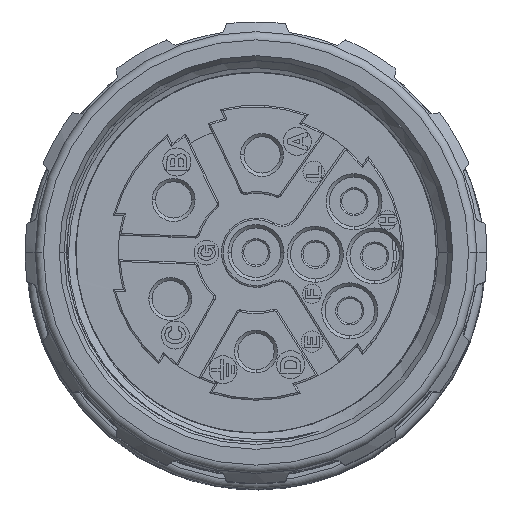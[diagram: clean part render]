
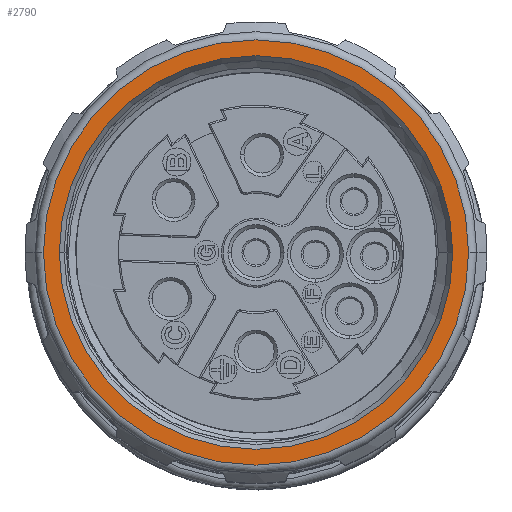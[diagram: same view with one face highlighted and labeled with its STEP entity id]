
A CAD part, top view. The second image highlights one B-rep face of the part: STEP entity #2790.
In plain terms, the highlighted planar face has unit normal (0, 0, 1).
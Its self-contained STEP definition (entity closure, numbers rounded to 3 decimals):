
#2265=PLANE('',#15884);
#2550=FACE_BOUND('',#4738,.T.);
#2551=FACE_BOUND('',#4739,.T.);
#2790=ADVANCED_FACE('',(#2550,#2551),#2265,.F.);
#4738=EDGE_LOOP('',(#6737,#6738));
#4739=EDGE_LOOP('',(#6739,#6740));
#5794=CIRCLE('',#15879,12.9);
#5795=CIRCLE('',#15881,11.939);
#5796=CIRCLE('',#15882,11.939);
#5797=CIRCLE('',#15883,12.9);
#6737=ORIENTED_EDGE('',*,*,#12773,.F.);
#6738=ORIENTED_EDGE('',*,*,#12774,.F.);
#6739=ORIENTED_EDGE('',*,*,#12772,.T.);
#6740=ORIENTED_EDGE('',*,*,#12775,.T.);
#11211=VERTEX_POINT('',#21849);
#11212=VERTEX_POINT('',#21851);
#11213=VERTEX_POINT('',#21855);
#11214=VERTEX_POINT('',#21856);
#12772=EDGE_CURVE('',#11211,#11212,#5794,.T.);
#12773=EDGE_CURVE('',#11213,#11214,#5795,.T.);
#12774=EDGE_CURVE('',#11214,#11213,#5796,.T.);
#12775=EDGE_CURVE('',#11212,#11211,#5797,.T.);
#15879=AXIS2_PLACEMENT_3D('',#21852,#17658,#17659);
#15881=AXIS2_PLACEMENT_3D('',#21854,#17662,#17663);
#15882=AXIS2_PLACEMENT_3D('',#21857,#17664,#17665);
#15883=AXIS2_PLACEMENT_3D('',#21858,#17666,#17667);
#15884=AXIS2_PLACEMENT_3D('',#21859,#17668,#17669);
#17658=DIRECTION('',(0.,0.,1.));
#17659=DIRECTION('',(1.,0.,0.));
#17662=DIRECTION('',(0.,0.,1.));
#17663=DIRECTION('',(-1.,0.,0.));
#17664=DIRECTION('',(0.,0.,1.));
#17665=DIRECTION('',(1.,0.,0.));
#17666=DIRECTION('',(0.,0.,1.));
#17667=DIRECTION('',(-1.,0.,0.));
#17668=DIRECTION('',(0.,0.,-1.));
#17669=DIRECTION('',(1.,0.,0.));
#21849=CARTESIAN_POINT('',(12.9,0.,57.2));
#21851=CARTESIAN_POINT('',(-12.9,0.,57.2));
#21852=CARTESIAN_POINT('',(0.,0.,57.2));
#21854=CARTESIAN_POINT('',(0.,0.,57.2));
#21855=CARTESIAN_POINT('',(-11.939,0.,57.2));
#21856=CARTESIAN_POINT('',(11.939,0.,57.2));
#21857=CARTESIAN_POINT('',(0.,0.,57.2));
#21858=CARTESIAN_POINT('',(0.,0.,57.2));
#21859=CARTESIAN_POINT('',(0.,0.,57.2));
